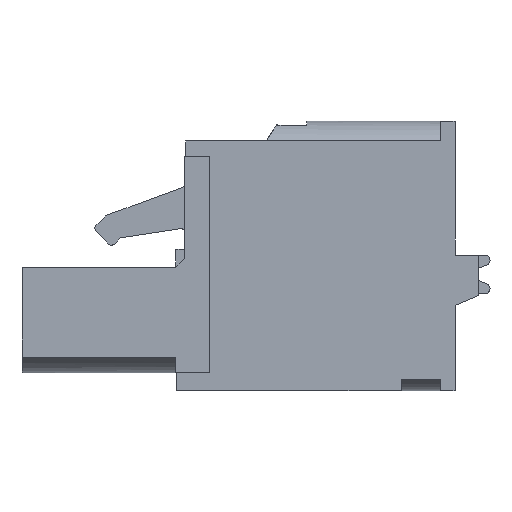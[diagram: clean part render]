
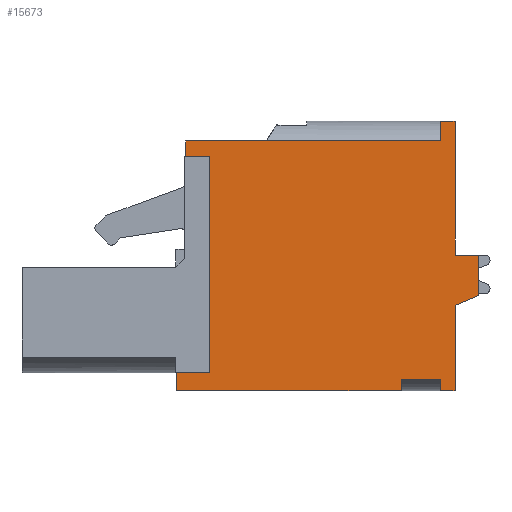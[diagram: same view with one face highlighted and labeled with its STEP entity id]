
A CAD part, left-side view. The second image highlights one B-rep face of the part: STEP entity #15673.
In plain terms, the highlighted planar face has unit normal (-1, 0, 0).
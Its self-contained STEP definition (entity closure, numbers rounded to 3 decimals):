
#1364=ORIENTED_EDGE('',*,*,#5881,.T.);
#1365=ORIENTED_EDGE('',*,*,#5242,.T.);
#1366=ORIENTED_EDGE('',*,*,#5606,.T.);
#1367=ORIENTED_EDGE('',*,*,#5455,.T.);
#1368=ORIENTED_EDGE('',*,*,#5882,.T.);
#1369=ORIENTED_EDGE('',*,*,#5401,.T.);
#1370=ORIENTED_EDGE('',*,*,#5578,.F.);
#1371=ORIENTED_EDGE('',*,*,#5500,.F.);
#1372=ORIENTED_EDGE('',*,*,#5883,.T.);
#1373=ORIENTED_EDGE('',*,*,#5865,.T.);
#1374=ORIENTED_EDGE('',*,*,#5884,.T.);
#1375=ORIENTED_EDGE('',*,*,#5885,.F.);
#1376=ORIENTED_EDGE('',*,*,#5315,.T.);
#1377=ORIENTED_EDGE('',*,*,#5886,.T.);
#1378=ORIENTED_EDGE('',*,*,#5887,.T.);
#1379=ORIENTED_EDGE('',*,*,#5888,.F.);
#1380=ORIENTED_EDGE('',*,*,#5889,.F.);
#1381=ORIENTED_EDGE('',*,*,#5529,.T.);
#5242=EDGE_CURVE('',#7577,#7576,#9111,.T.);
#5315=EDGE_CURVE('',#7650,#7649,#9164,.T.);
#5401=EDGE_CURVE('',#7736,#7735,#9248,.T.);
#5455=EDGE_CURVE('',#7790,#7789,#9302,.T.);
#5500=EDGE_CURVE('',#7833,#7834,#9347,.T.);
#5529=EDGE_CURVE('',#7863,#7862,#9376,.T.);
#5578=EDGE_CURVE('',#7834,#7735,#9410,.T.);
#5606=EDGE_CURVE('',#7576,#7790,#9438,.T.);
#5865=EDGE_CURVE('',#8078,#8077,#9636,.T.);
#5881=EDGE_CURVE('',#7862,#7577,#9642,.T.);
#5882=EDGE_CURVE('',#7789,#7736,#9643,.T.);
#5883=EDGE_CURVE('',#7833,#8078,#9644,.T.);
#5884=EDGE_CURVE('',#8077,#8086,#9645,.T.);
#5885=EDGE_CURVE('',#7650,#8086,#9646,.T.);
#5886=EDGE_CURVE('',#7649,#8087,#9647,.T.);
#5887=EDGE_CURVE('',#8087,#8088,#9648,.T.);
#5888=EDGE_CURVE('',#8089,#8088,#9649,.T.);
#5889=EDGE_CURVE('',#7863,#8089,#9650,.T.);
#7576=VERTEX_POINT('',#21888);
#7577=VERTEX_POINT('',#21890);
#7649=VERTEX_POINT('',#22035);
#7650=VERTEX_POINT('',#22037);
#7735=VERTEX_POINT('',#22214);
#7736=VERTEX_POINT('',#22216);
#7789=VERTEX_POINT('',#22323);
#7790=VERTEX_POINT('',#22325);
#7833=VERTEX_POINT('',#22413);
#7834=VERTEX_POINT('',#22415);
#7862=VERTEX_POINT('',#22472);
#7863=VERTEX_POINT('',#22474);
#8077=VERTEX_POINT('',#23137);
#8078=VERTEX_POINT('',#23139);
#8086=VERTEX_POINT('',#23171);
#8087=VERTEX_POINT('',#23174);
#8088=VERTEX_POINT('',#23176);
#8089=VERTEX_POINT('',#23178);
#9111=LINE('',#21889,#11122);
#9164=LINE('',#22036,#11175);
#9248=LINE('',#22215,#11259);
#9302=LINE('',#22324,#11313);
#9347=LINE('',#22414,#11358);
#9376=LINE('',#22473,#11387);
#9410=LINE('',#22570,#11421);
#9438=LINE('',#22617,#11449);
#9636=LINE('',#23138,#11647);
#9642=LINE('',#23167,#11653);
#9643=LINE('',#23168,#11654);
#9644=LINE('',#23169,#11655);
#9645=LINE('',#23170,#11656);
#9646=LINE('',#23172,#11657);
#9647=LINE('',#23173,#11658);
#9648=LINE('',#23175,#11659);
#9649=LINE('',#23177,#11660);
#9650=LINE('',#23179,#11661);
#11122=VECTOR('',#17595,1000.);
#11175=VECTOR('',#17690,1000.);
#11259=VECTOR('',#17792,1000.);
#11313=VECTOR('',#17848,1000.);
#11358=VECTOR('',#17895,1000.);
#11387=VECTOR('',#17926,1000.);
#11421=VECTOR('',#18010,1000.);
#11449=VECTOR('',#18040,1000.);
#11647=VECTOR('',#18502,1000.);
#11653=VECTOR('',#18538,1000.);
#11654=VECTOR('',#18539,1000.);
#11655=VECTOR('',#18540,1000.);
#11656=VECTOR('',#18541,1000.);
#11657=VECTOR('',#18542,1000.);
#11658=VECTOR('',#18543,1000.);
#11659=VECTOR('',#18544,1000.);
#11660=VECTOR('',#18545,1000.);
#11661=VECTOR('',#18546,1000.);
#13238=EDGE_LOOP('',(#1364,#1365,#1366,#1367,#1368,#1369,#1370,#1371,#1372,
#1373,#1374,#1375,#1376,#1377,#1378,#1379,#1380,#1381));
#14129=FACE_BOUND('',#13238,.T.);
#14979=PLANE('',#16641);
#15673=ADVANCED_FACE('',(#14129),#14979,.T.);
#16641=AXIS2_PLACEMENT_3D('',#23166,#18536,#18537);
#17595=DIRECTION('',(0.,1.,0.));
#17690=DIRECTION('',(0.,0.,1.));
#17792=DIRECTION('',(0.,1.,0.));
#17848=DIRECTION('',(0.,-1.,0.));
#17895=DIRECTION('',(0.,1.,0.));
#17926=DIRECTION('',(0.,1.,0.));
#18010=DIRECTION('',(0.,0.,1.));
#18040=DIRECTION('',(0.,0.,-1.));
#18502=DIRECTION('',(0.,-1.,0.));
#18536=DIRECTION('',(-1.,0.,0.));
#18537=DIRECTION('',(0.,0.,1.));
#18538=DIRECTION('',(0.,0.,-1.));
#18539=DIRECTION('',(0.,0.,-1.));
#18540=DIRECTION('',(0.,0.,1.));
#18541=DIRECTION('',(0.,0.,-1.));
#18542=DIRECTION('',(0.,1.,0.));
#18543=DIRECTION('',(0.,-0.921,0.39));
#18544=DIRECTION('',(0.,0.,1.));
#18545=DIRECTION('',(0.,-1.,0.));
#18546=DIRECTION('',(0.,0.,-1.));
#21888=CARTESIAN_POINT('',(-12.7,7.9,6.4));
#21889=CARTESIAN_POINT('',(-12.7,3.4,6.4));
#21890=CARTESIAN_POINT('',(-12.7,-6.3,6.4));
#22035=CARTESIAN_POINT('',(-12.7,-7.1,-2.75));
#22036=CARTESIAN_POINT('',(-12.7,-7.1,-7.5));
#22037=CARTESIAN_POINT('',(-12.7,-7.1,-7.5));
#22214=CARTESIAN_POINT('',(-12.7,8.4,-6.5));
#22215=CARTESIAN_POINT('',(-12.7,8.4,-6.5));
#22216=CARTESIAN_POINT('',(-12.7,6.57,-6.5));
#22323=CARTESIAN_POINT('',(-12.7,6.57,5.55));
#22324=CARTESIAN_POINT('',(-12.7,7.9,5.55));
#22325=CARTESIAN_POINT('',(-12.7,7.9,5.55));
#22413=CARTESIAN_POINT('',(-12.7,-4.1,-7.5));
#22414=CARTESIAN_POINT('',(-12.7,-8.4,-7.5));
#22415=CARTESIAN_POINT('',(-12.7,8.4,-7.5));
#22472=CARTESIAN_POINT('',(-12.7,-6.3,7.5));
#22473=CARTESIAN_POINT('',(-12.7,-8.4,7.5));
#22474=CARTESIAN_POINT('',(-12.7,-7.1,7.5));
#22570=CARTESIAN_POINT('',(-12.7,8.4,-7.5));
#22617=CARTESIAN_POINT('',(-12.7,7.9,6.4));
#23137=CARTESIAN_POINT('',(-12.7,-6.3,-6.9));
#23138=CARTESIAN_POINT('',(-12.7,-4.1,-6.9));
#23139=CARTESIAN_POINT('',(-12.7,-4.1,-6.9));
#23166=CARTESIAN_POINT('',(-12.7,-8.4,-7.5));
#23167=CARTESIAN_POINT('',(-12.7,-6.3,7.701));
#23168=CARTESIAN_POINT('',(-12.7,6.57,5.55));
#23169=CARTESIAN_POINT('',(-12.7,-4.1,-7.5));
#23170=CARTESIAN_POINT('',(-12.7,-6.3,-6.9));
#23171=CARTESIAN_POINT('',(-12.7,-6.3,-7.5));
#23172=CARTESIAN_POINT('',(-12.7,-8.4,-7.5));
#23173=CARTESIAN_POINT('',(-12.7,-7.1,-2.75));
#23174=CARTESIAN_POINT('',(-12.7,-8.4,-2.2));
#23175=CARTESIAN_POINT('',(-12.7,-8.4,-7.5));
#23176=CARTESIAN_POINT('',(-12.7,-8.4,0.05));
#23177=CARTESIAN_POINT('',(-12.7,-8.4,0.05));
#23178=CARTESIAN_POINT('',(-12.7,-7.1,0.05));
#23179=CARTESIAN_POINT('',(-12.7,-7.1,7.5));
